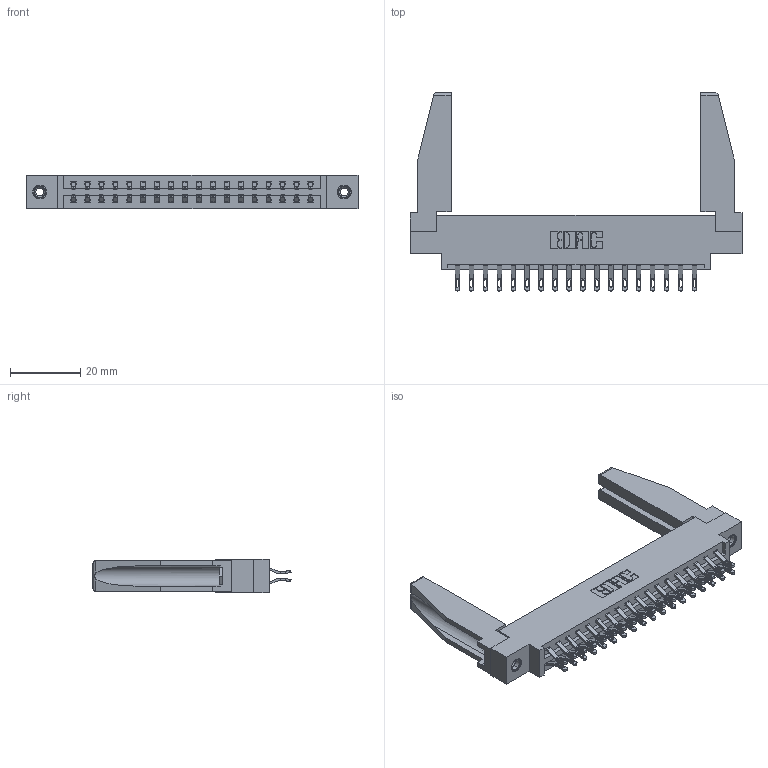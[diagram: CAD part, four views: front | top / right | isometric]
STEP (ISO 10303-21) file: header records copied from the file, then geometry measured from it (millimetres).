
FILE_DESCRIPTION (( 'STEP AP203' ), '1' );
FILE_NAME ('337-036-555-878.STEP', '2019-10-11T10:54:54', ( '' ), ( '' ), 'SwSTEP 2.0', 'SolidWorks 2016', '' );
FILE_SCHEMA (( 'CONFIG_CONTROL_DESIGN' ));
Length unit declared in the file: inch
Products named in the file (5): 337-036-555-878; 345-250-001_345-250-001-102; 307-220-078; 337 Part_0.170 Offset - 0.156 Dia-TI; 345-292-001_555 Tail
Assembly tree (41 placements, depth 2):
  337-036-555-878
    337 Part_0.170 Offset - 0.156 Dia-TI
    345-292-001_555 Tail  x36
    345-250-001_345-250-001-102  x2
    307-220-078  x2
Bounding box: 94.34 x 56.27 x 9.4 mm (x, y, z)
Volume: 13602.6 mm3; surface area: 14962 mm2
Topology: 41 solids, 41 shells, 2408 faces, 7457 edges, 4962 vertices
Faces by surface type: plane 1454, cylinder 938, cone 12, torus 4
Entity records: 19958 total; most frequent: CARTESIAN_POINT 3418, ORIENTED_EDGE 3280, DIRECTION 2928, EDGE_CURVE 1640, LINE 1454, VECTOR 1454, VERTEX_POINT 1088, AXIS2_PLACEMENT_3D 737
